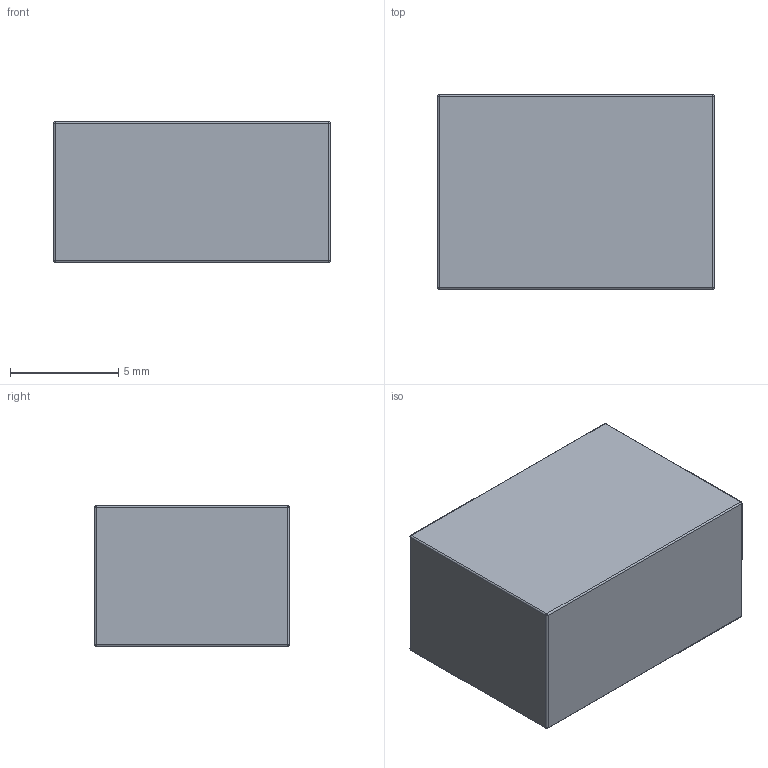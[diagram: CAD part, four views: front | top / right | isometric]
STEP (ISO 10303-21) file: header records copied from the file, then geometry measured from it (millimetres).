
FILE_DESCRIPTION (( 'STEP AP214' ), '1' );
FILE_NAME ('EP13.step', '2018-04-25T18:07:23', ( '' ), ( '' ), 'SwSTEP 2.0', 'SolidWorks 2017', '' );
FILE_SCHEMA (( 'AUTOMOTIVE_DESIGN' ));
Length unit declared in the file: millimetre
Products named in the file (1): EP13
Bounding box: 12.8 x 9 x 6.5 mm (x, y, z)
Volume: 549.2 mm3; surface area: 618.2 mm2
Topology: 1 solids, 1 shells, 48 faces, 105 edges, 50 vertices
Faces by surface type: cylinder 22, plane 10, sphere 10, torus 6
Full cylindrical faces by diameter (mm): 4.5 x1
Entity records: 1228 total; most frequent: DIRECTION 240, CARTESIAN_POINT 191, ORIENTED_EDGE 184, AXIS2_PLACEMENT_3D 99, EDGE_CURVE 92, EDGE_LOOP 52, FACE_OUTER_BOUND 51, VERTEX_POINT 50
